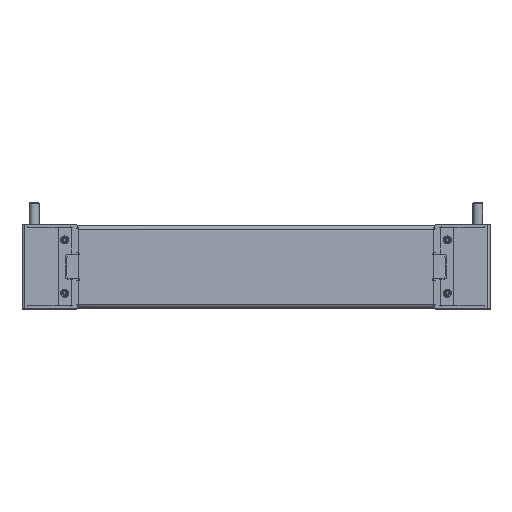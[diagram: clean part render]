
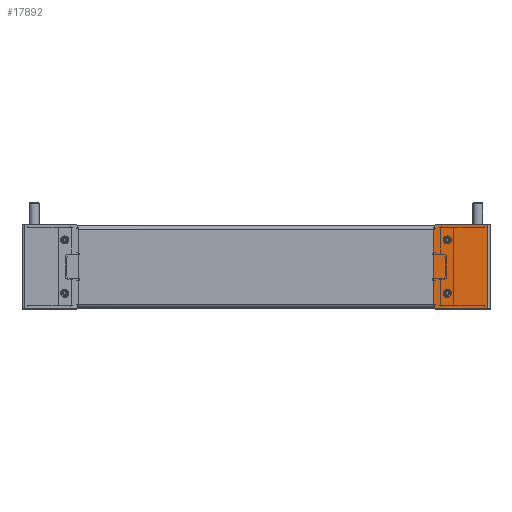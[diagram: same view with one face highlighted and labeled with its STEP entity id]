
A CAD part, top view. The second image highlights one B-rep face of the part: STEP entity #17892.
In plain terms, the highlighted planar face has unit normal (0, 0, 1).
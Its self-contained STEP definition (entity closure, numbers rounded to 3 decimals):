
#20 = EDGE_LOOP ( 'NONE', ( #16291, #20510 ) ) ;
#899 = VECTOR ( 'NONE', #9287, 1000. ) ;
#969 = LINE ( 'NONE', #6339, #15812 ) ;
#1850 = ORIENTED_EDGE ( 'NONE', *, *, #4476, .T. ) ;
#1980 = LINE ( 'NONE', #17819, #6223 ) ;
#2144 = VERTEX_POINT ( 'NONE', #3203 ) ;
#2297 = VERTEX_POINT ( 'NONE', #15643 ) ;
#2343 = DIRECTION ( 'NONE',  ( -1., 0., 0. ) ) ;
#2450 = AXIS2_PLACEMENT_3D ( 'NONE', #9635, #13124, #5117 ) ;
#2667 = DIRECTION ( 'NONE',  ( 0., 0., -1. ) ) ;
#2848 = AXIS2_PLACEMENT_3D ( 'NONE', #17684, #7517, #19373 ) ;
#3023 = EDGE_CURVE ( 'NONE', #3242, #10868, #8735, .T. ) ;
#3203 = CARTESIAN_POINT ( 'NONE',  ( -12.85, 32., 34. ) ) ;
#3242 = VERTEX_POINT ( 'NONE', #6030 ) ;
#3333 = CARTESIAN_POINT ( 'NONE',  ( -17.35, 32., 34. ) ) ;
#3574 = ORIENTED_EDGE ( 'NONE', *, *, #19725, .F. ) ;
#4036 = ORIENTED_EDGE ( 'NONE', *, *, #3023, .T. ) ;
#4058 = VERTEX_POINT ( 'NONE', #11664 ) ;
#4186 = DIRECTION ( 'NONE',  ( 0.707, -0.707, 0. ) ) ;
#4476 = EDGE_CURVE ( 'NONE', #7365, #16666, #969, .T. ) ;
#4652 = DIRECTION ( 'NONE',  ( 0., -1., 0. ) ) ;
#4835 = FACE_BOUND ( 'NONE', #20100, .T. ) ;
#5117 = DIRECTION ( 'NONE',  ( -1., 0., 0. ) ) ;
#5257 = DIRECTION ( 'NONE',  ( 0., 0., -1. ) ) ;
#5383 = LINE ( 'NONE', #8896, #12027 ) ;
#5408 = LINE ( 'NONE', #19433, #899 ) ;
#5812 = ORIENTED_EDGE ( 'NONE', *, *, #11392, .T. ) ;
#5912 = EDGE_CURVE ( 'NONE', #12005, #2297, #15503, .T. ) ;
#6030 = CARTESIAN_POINT ( 'NONE',  ( -21.85, -32., 34. ) ) ;
#6064 = DIRECTION ( 'NONE',  ( -1., 0., 0. ) ) ;
#6223 = VECTOR ( 'NONE', #4186, 1000. ) ;
#6339 = CARTESIAN_POINT ( 'NONE',  ( -34., 50., 34. ) ) ;
#6675 = FACE_OUTER_BOUND ( 'NONE', #19706, .T. ) ;
#7250 = EDGE_CURVE ( 'NONE', #15135, #4058, #5383, .T. ) ;
#7365 = VERTEX_POINT ( 'NONE', #21031 ) ;
#7517 = DIRECTION ( 'NONE',  ( 0., 0., -1. ) ) ;
#7954 = ORIENTED_EDGE ( 'NONE', *, *, #7250, .T. ) ;
#8038 = CARTESIAN_POINT ( 'NONE',  ( -31., -50., 34. ) ) ;
#8657 = CARTESIAN_POINT ( 'NONE',  ( -34., 47., 34. ) ) ;
#8735 = CIRCLE ( 'NONE', #2848, 4.5 ) ;
#8896 = CARTESIAN_POINT ( 'NONE',  ( -34., -50., 34. ) ) ;
#9240 = CARTESIAN_POINT ( 'NONE',  ( -12.85, -32., 34. ) ) ;
#9287 = DIRECTION ( 'NONE',  ( 0., -1., 0. ) ) ;
#9635 = CARTESIAN_POINT ( 'NONE',  ( -34., 50., 34. ) ) ;
#9658 = VERTEX_POINT ( 'NONE', #20619 ) ;
#10131 = AXIS2_PLACEMENT_3D ( 'NONE', #12496, #10355, #2343 ) ;
#10355 = DIRECTION ( 'NONE',  ( 0., 0., -1. ) ) ;
#10618 = DIRECTION ( 'NONE',  ( 1., 0., 0. ) ) ;
#10803 = LINE ( 'NONE', #8657, #12115 ) ;
#10868 = VERTEX_POINT ( 'NONE', #9240 ) ;
#11392 = EDGE_CURVE ( 'NONE', #12005, #7365, #10803, .T. ) ;
#11545 = CARTESIAN_POINT ( 'NONE',  ( -34., 50., 34. ) ) ;
#11624 = AXIS2_PLACEMENT_3D ( 'NONE', #3333, #5257, #17030 ) ;
#11664 = CARTESIAN_POINT ( 'NONE',  ( 30.6, -50., 34. ) ) ;
#11738 = FACE_BOUND ( 'NONE', #20, .T. ) ;
#12005 = VERTEX_POINT ( 'NONE', #17036 ) ;
#12027 = VECTOR ( 'NONE', #10618, 1000. ) ;
#12115 = VECTOR ( 'NONE', #20565, 1000. ) ;
#12496 = CARTESIAN_POINT ( 'NONE',  ( -17.35, 32., 34. ) ) ;
#13124 = DIRECTION ( 'NONE',  ( 0., 0., -1. ) ) ;
#14636 = EDGE_CURVE ( 'NONE', #2144, #9658, #15307, .T. ) ;
#14957 = VECTOR ( 'NONE', #15141, 1000. ) ;
#15135 = VERTEX_POINT ( 'NONE', #8038 ) ;
#15141 = DIRECTION ( 'NONE',  ( 1., 0., 0. ) ) ;
#15307 = CIRCLE ( 'NONE', #11624, 4.5 ) ;
#15503 = LINE ( 'NONE', #11545, #14957 ) ;
#15534 = ORIENTED_EDGE ( 'NONE', *, *, #5912, .F. ) ;
#15541 = AXIS2_PLACEMENT_3D ( 'NONE', #17940, #2667, #6064 ) ;
#15643 = CARTESIAN_POINT ( 'NONE',  ( 30.6, 50., 34. ) ) ;
#15812 = VECTOR ( 'NONE', #4652, 1000. ) ;
#16291 = ORIENTED_EDGE ( 'NONE', *, *, #14636, .T. ) ;
#16666 = VERTEX_POINT ( 'NONE', #19560 ) ;
#17030 = DIRECTION ( 'NONE',  ( -1., 0., 0. ) ) ;
#17036 = CARTESIAN_POINT ( 'NONE',  ( -31., 50., 34. ) ) ;
#17370 = ORIENTED_EDGE ( 'NONE', *, *, #19674, .T. ) ;
#17684 = CARTESIAN_POINT ( 'NONE',  ( -17.35, -32., 34. ) ) ;
#17819 = CARTESIAN_POINT ( 'NONE',  ( -31., -50., 34. ) ) ;
#17892 = ADVANCED_FACE ( 'NONE', ( #4835, #11738, #6675 ), #19782, .F. ) ;
#17940 = CARTESIAN_POINT ( 'NONE',  ( -17.35, -32., 34. ) ) ;
#18552 = ORIENTED_EDGE ( 'NONE', *, *, #21380, .T. ) ;
#19096 = CIRCLE ( 'NONE', #15541, 4.5 ) ;
#19235 = CIRCLE ( 'NONE', #10131, 4.5 ) ;
#19293 = EDGE_CURVE ( 'NONE', #9658, #2144, #19235, .T. ) ;
#19373 = DIRECTION ( 'NONE',  ( -1., 0., 0. ) ) ;
#19433 = CARTESIAN_POINT ( 'NONE',  ( 30.6, 50., 34. ) ) ;
#19560 = CARTESIAN_POINT ( 'NONE',  ( -34., -47., 34. ) ) ;
#19674 = EDGE_CURVE ( 'NONE', #16666, #15135, #1980, .T. ) ;
#19706 = EDGE_LOOP ( 'NONE', ( #1850, #17370, #7954, #3574, #15534, #5812 ) ) ;
#19725 = EDGE_CURVE ( 'NONE', #2297, #4058, #5408, .T. ) ;
#19782 = PLANE ( 'NONE',  #2450 ) ;
#20100 = EDGE_LOOP ( 'NONE', ( #18552, #4036 ) ) ;
#20510 = ORIENTED_EDGE ( 'NONE', *, *, #19293, .T. ) ;
#20565 = DIRECTION ( 'NONE',  ( -0.707, -0.707, 0. ) ) ;
#20619 = CARTESIAN_POINT ( 'NONE',  ( -21.85, 32., 34. ) ) ;
#21031 = CARTESIAN_POINT ( 'NONE',  ( -34., 47., 34. ) ) ;
#21380 = EDGE_CURVE ( 'NONE', #10868, #3242, #19096, .T. ) ;
